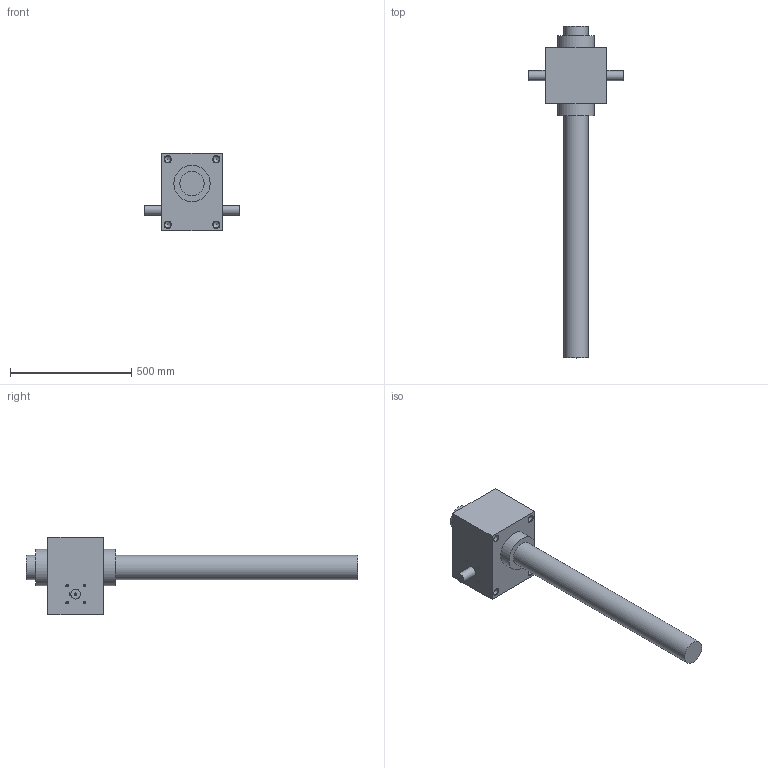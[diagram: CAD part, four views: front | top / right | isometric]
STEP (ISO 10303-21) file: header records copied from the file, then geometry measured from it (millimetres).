
FILE_DESCRIPTION( ( 'STEP AP214' ), ' ' );
FILE_NAME( 'TP9010_B_-_R.1_10_C.1000_-_-_-_-_-_-_-.stp', '2017-08-19T14:00:36', ( '' ), ( '' ), ' ', 'PARTsolutions', ' ' );
FILE_SCHEMA( ( 'AUTOMOTIVE_DESIGN { 1 0 10303 214 1 1 1 1 }' ) );
Length unit declared in the file: millimetre
Products named in the file (4): TP9010_B_-_R.1/10_C.1000_-_-_-_-_-_-_-; _TP9010_1_1_1_1_1_110001-1; _TP9010-2; _TP9010_1000_1_1_11-3
Assembly tree (4 placements, depth 2):
  TP9010_B_-_R.1/10_C.1000_-_-_-_-_-_-_-
    _TP9010_1_1_1_1_1_110001-1
    _TP9010-2  x2
    _TP9010_1000_1_1_11-3
Bounding box: 390 x 1370 x 320 mm (x, y, z)
Volume: 28843289.9 mm3; surface area: 1117122.2 mm2
Topology: 4 solids, 4 shells, 193 faces, 491 edges, 318 vertices
Faces by surface type: plane 94, cylinder 61, cone 38
Full cylindrical faces by diameter (mm): 8.376 x10, 26.211 x8, 40 x3, 88 x1, 100 x1, 150 x2
Entity records: 6670 total; most frequent: CARTESIAN_POINT 950, DIRECTION 886, ORIENTED_EDGE 766, EDGE_CURVE 383, AXIS2_PLACEMENT_3D 318, VERTEX_POINT 294, EDGE_LOOP 256, LINE 250
